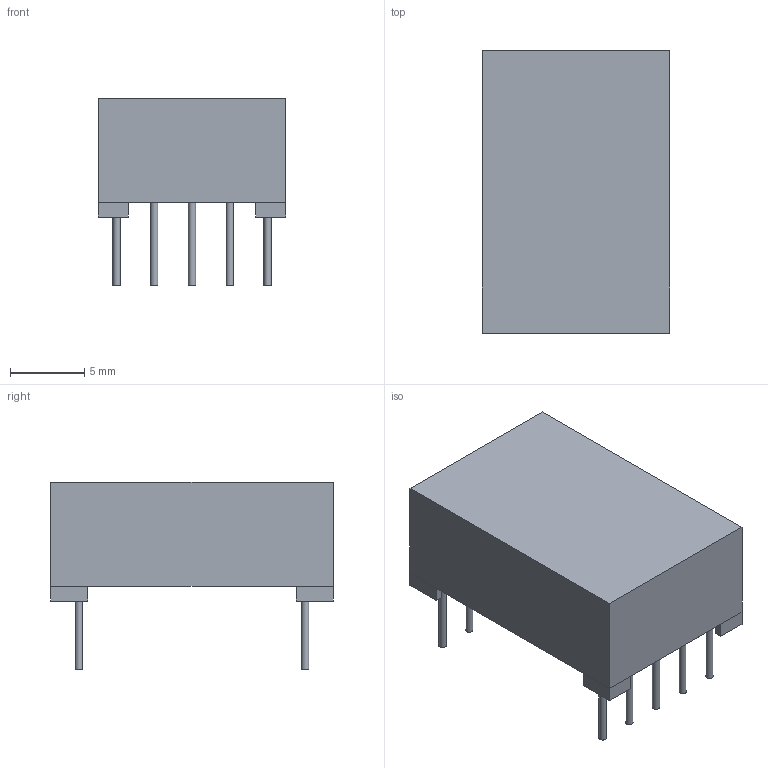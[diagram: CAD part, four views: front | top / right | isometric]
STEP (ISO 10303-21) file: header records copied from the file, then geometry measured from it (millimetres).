
FILE_DESCRIPTION(('FreeCAD Model'),'2;1');
FILE_NAME('Open CASCADE Shape Model','2021-01-21T21:36:08',('Author'),( ''),'Open CASCADE STEP processor 7.3','FreeCAD','Unknown');
FILE_SCHEMA(('AUTOMOTIVE_DESIGN { 1 0 10303 214 1 1 1 1 }'));
Length unit declared in the file: millimetre
Products named in the file (9): Unnamed; Part; Body; Sketch; Sketch001; Pad; Pad001; Sketch002; Pad002
Assembly tree (9 placements, depth 3):
  Unnamed
    Part
      Body
    Body
    Sketch
    Sketch001
    Pad
    Pad001
    Sketch002
    Pad002
Bounding box: 12.6 x 19 x 12.62 mm (x, y, z)
Surface area: 5067.1 mm2
Topology: 5 solids, 5 shells, 194 faces, 434 edges, 318 vertices
Faces by surface type: plane 154, cylinder 40
Full cylindrical faces by diameter (mm): 0.5 x40
Entity records: 4223 total; most frequent: CARTESIAN_POINT 726, DIRECTION 690, ORIENTED_EDGE 564, EDGE_CURVE 282, LINE 250, VECTOR 250, AXIS2_PLACEMENT_3D 220, VERTEX_POINT 180
